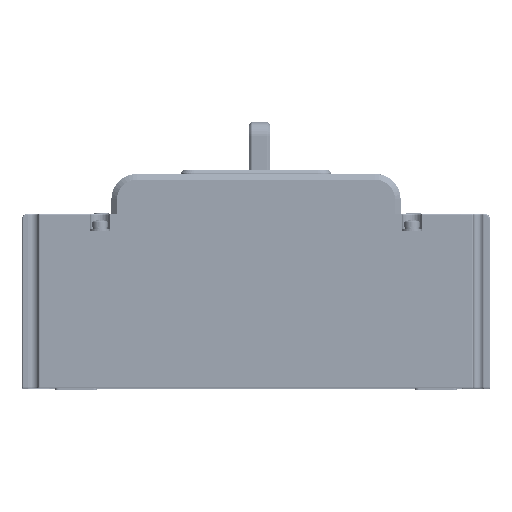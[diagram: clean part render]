
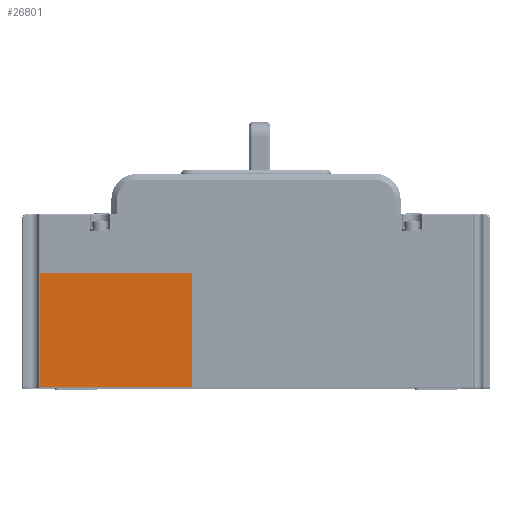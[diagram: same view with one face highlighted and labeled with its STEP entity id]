
A CAD part, top view. The second image highlights one B-rep face of the part: STEP entity #26801.
In plain terms, the highlighted planar face has unit normal (0, 0, 1).
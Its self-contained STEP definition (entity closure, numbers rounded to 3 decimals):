
#6248=DIRECTION('',(-1.,0.,0.));
#6249=VECTOR('',#6248,53.675);
#6250=CARTESIAN_POINT('',(-22.5,-31.6,53.5));
#6251=LINE('',#6250,#6249);
#6252=DIRECTION('',(0.,-1.,0.));
#6253=VECTOR('',#6252,40.3);
#6254=CARTESIAN_POINT('',(-76.175,8.7,53.5));
#6255=LINE('',#6254,#6253);
#6256=DIRECTION('',(1.,0.,0.));
#6257=VECTOR('',#6256,53.675);
#6258=CARTESIAN_POINT('',(-76.175,8.7,53.5));
#6259=LINE('',#6258,#6257);
#6260=DIRECTION('',(0.,1.,0.));
#6261=VECTOR('',#6260,40.3);
#6262=CARTESIAN_POINT('',(-22.5,-31.6,53.5));
#6263=LINE('',#6262,#6261);
#16615=CARTESIAN_POINT('',(-22.5,8.7,53.5));
#16616=VERTEX_POINT('',#16615);
#17340=CARTESIAN_POINT('',(-76.175,8.7,53.5));
#17342=VERTEX_POINT('',#17340);
#17557=CARTESIAN_POINT('',(-76.175,-31.6,53.5));
#17558=VERTEX_POINT('',#17557);
#17559=CARTESIAN_POINT('',(-22.5,-31.6,53.5));
#17561=VERTEX_POINT('',#17559);
#26789=CARTESIAN_POINT('',(0.,0.,53.5));
#26790=DIRECTION('',(0.,0.,1.));
#26791=DIRECTION('',(1.,0.,0.));
#26792=AXIS2_PLACEMENT_3D('',#26789,#26790,#26791);
#26793=PLANE('',#26792);
#26794=ORIENTED_EDGE('',*,*,#20039,.T.);
#26796=ORIENTED_EDGE('',*,*,#26795,.F.);
#26797=ORIENTED_EDGE('',*,*,#21039,.T.);
#26798=ORIENTED_EDGE('',*,*,#20023,.F.);
#26799=EDGE_LOOP('',(#26794,#26796,#26797,#26798));
#26800=FACE_OUTER_BOUND('',#26799,.F.);
#26801=ADVANCED_FACE('',(#26800),#26793,.T.);
#20023=EDGE_CURVE('',#17561,#16616,#6263,.T.);
#20039=EDGE_CURVE('',#17561,#17558,#6251,.T.);
#21039=EDGE_CURVE('',#17342,#16616,#6259,.T.);
#26795=EDGE_CURVE('',#17342,#17558,#6255,.T.);
